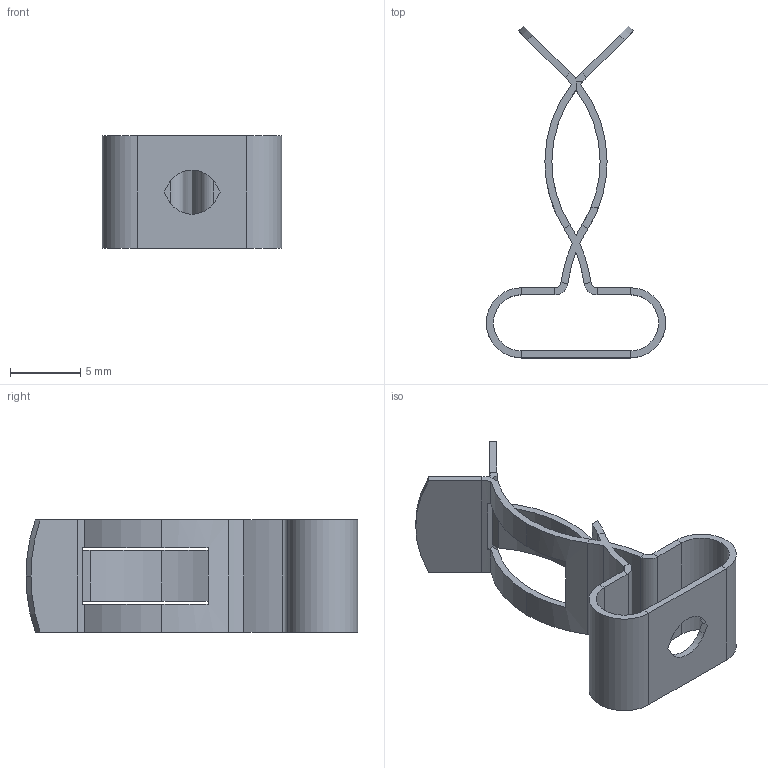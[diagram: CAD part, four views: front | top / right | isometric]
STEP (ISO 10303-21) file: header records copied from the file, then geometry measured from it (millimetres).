
FILE_DESCRIPTION (( 'STEP AP214' ), '1' );
FILE_NAME ('17975_0_SABKM12.STEP', '2016-08-03T06:46:30', ( 'Windows-Benutzer' ), ( '' ), 'SwSTEP 2.0', 'SolidWorks 2015', '' );
FILE_SCHEMA (( 'AUTOMOTIVE_DESIGN' ));
Length unit declared in the file: millimetre
Products named in the file (1): 17975_0_SABKM12
Bounding box: 12.8 x 23.7 x 8 mm (x, y, z)
Volume: 230.2 mm3; surface area: 1007.7 mm2
Topology: 1 solids, 1 shells, 85 faces, 219 edges, 130 vertices
Faces by surface type: plane 49, cylinder 36
Entity records: 2603 total; most frequent: DIRECTION 475, ORIENTED_EDGE 438, CARTESIAN_POINT 435, EDGE_CURVE 219, AXIS2_PLACEMENT_3D 170, LINE 135, VECTOR 135, VERTEX_POINT 130
